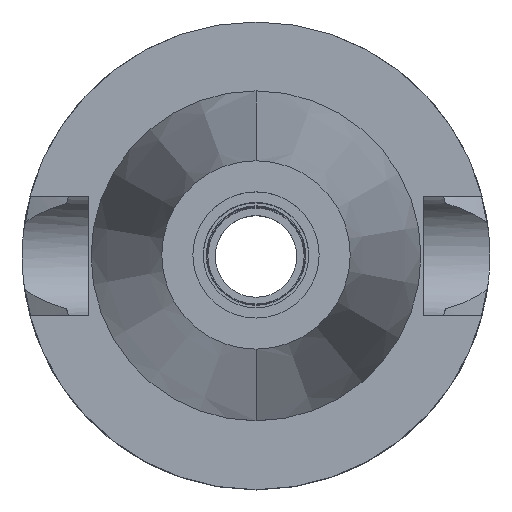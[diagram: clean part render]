
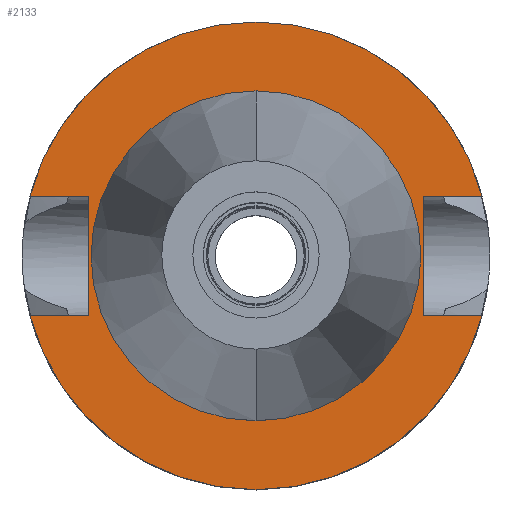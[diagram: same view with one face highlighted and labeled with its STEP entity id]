
A CAD part, top view. The second image highlights one B-rep face of the part: STEP entity #2133.
In plain terms, the highlighted planar face has unit normal (0, 0, 1).
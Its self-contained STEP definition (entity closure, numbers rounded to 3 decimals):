
#872=DIRECTION('',(1.,0.,0.));
#873=VECTOR('',#872,7.954);
#874=CARTESIAN_POINT('',(22.5,8.05,-1.));
#875=LINE('',#874,#873);
#889=DIRECTION('',(0.,1.,0.));
#890=VECTOR('',#889,16.1);
#891=CARTESIAN_POINT('',(22.5,-8.05,-1.));
#892=LINE('',#891,#890);
#926=DIRECTION('',(-1.,0.,0.));
#927=VECTOR('',#926,7.954);
#928=CARTESIAN_POINT('',(-22.5,8.05,-1.));
#929=LINE('',#928,#927);
#933=CARTESIAN_POINT('',(0.,0.,-1.));
#934=DIRECTION('',(0.,0.,-1.));
#935=DIRECTION('',(-0.967,0.256,0.));
#936=AXIS2_PLACEMENT_3D('',#933,#934,#935);
#941=CARTESIAN_POINT('',(0.,0.,-1.));
#942=DIRECTION('',(0.,0.,-1.));
#943=DIRECTION('',(0.,1.,0.));
#944=AXIS2_PLACEMENT_3D('',#941,#942,#943);
#949=DIRECTION('',(1.,0.,0.));
#950=VECTOR('',#949,7.954);
#951=CARTESIAN_POINT('',(22.5,-8.05,-1.));
#952=LINE('',#951,#950);
#956=CARTESIAN_POINT('',(0.,0.,-1.));
#957=DIRECTION('',(0.,0.,-1.));
#958=DIRECTION('',(0.967,-0.256,0.));
#959=AXIS2_PLACEMENT_3D('',#956,#957,#958);
#964=CARTESIAN_POINT('',(0.,0.,-1.));
#965=DIRECTION('',(0.,0.,-1.));
#966=DIRECTION('',(0.,-1.,0.));
#967=AXIS2_PLACEMENT_3D('',#964,#965,#966);
#972=CARTESIAN_POINT('',(0.,0.,-1.));
#973=DIRECTION('',(0.,0.,1.));
#974=DIRECTION('',(0.,-1.,0.));
#975=AXIS2_PLACEMENT_3D('',#972,#973,#974);
#980=CARTESIAN_POINT('',(0.,0.,-1.));
#981=DIRECTION('',(0.,0.,1.));
#982=DIRECTION('',(0.,1.,0.));
#983=AXIS2_PLACEMENT_3D('',#980,#981,#982);
#988=DIRECTION('',(0.,-1.,0.));
#989=VECTOR('',#988,16.1);
#990=CARTESIAN_POINT('',(-22.5,8.05,-1.));
#991=LINE('',#990,#989);
#1025=DIRECTION('',(-1.,0.,0.));
#1026=VECTOR('',#1025,7.954);
#1027=CARTESIAN_POINT('',(-22.5,-8.05,-1.));
#1028=LINE('',#1027,#1026);
#1307=CARTESIAN_POINT('',(-22.5,-8.05,-1.));
#1308=VERTEX_POINT('',#1307);
#1309=CARTESIAN_POINT('',(-30.454,-8.05,-1.));
#1310=VERTEX_POINT('',#1309);
#1313=CARTESIAN_POINT('',(-22.5,8.05,-1.));
#1314=VERTEX_POINT('',#1313);
#1315=CARTESIAN_POINT('',(-30.454,8.05,-1.));
#1316=VERTEX_POINT('',#1315);
#1317=CARTESIAN_POINT('',(0.,31.5,-1.));
#1318=CARTESIAN_POINT('',(30.454,8.05,-1.));
#1319=VERTEX_POINT('',#1317);
#1320=VERTEX_POINT('',#1318);
#1321=CARTESIAN_POINT('',(22.5,8.05,-1.));
#1322=VERTEX_POINT('',#1321);
#1323=CARTESIAN_POINT('',(22.5,-8.05,-1.));
#1324=VERTEX_POINT('',#1323);
#1325=CARTESIAN_POINT('',(30.454,-8.05,-1.));
#1326=VERTEX_POINT('',#1325);
#1327=CARTESIAN_POINT('',(0.,-31.5,-1.));
#1328=VERTEX_POINT('',#1327);
#1329=CARTESIAN_POINT('',(0.,-22.225,-1.));
#1330=CARTESIAN_POINT('',(0.,22.225,-1.));
#1331=VERTEX_POINT('',#1329);
#1332=VERTEX_POINT('',#1330);
#2103=CARTESIAN_POINT('',(0.,0.,-1.));
#2104=DIRECTION('',(0.,0.,-1.));
#2105=DIRECTION('',(0.,-1.,0.));
#2106=AXIS2_PLACEMENT_3D('',#2103,#2104,#2105);
#2107=PLANE('',#2106);
#2109=ORIENTED_EDGE('',*,*,#2108,.F.);
#2110=ORIENTED_EDGE('',*,*,#2046,.T.);
#2112=ORIENTED_EDGE('',*,*,#2111,.T.);
#2114=ORIENTED_EDGE('',*,*,#2113,.T.);
#2115=ORIENTED_EDGE('',*,*,#2080,.F.);
#2116=ORIENTED_EDGE('',*,*,#2093,.F.);
#2118=ORIENTED_EDGE('',*,*,#2117,.T.);
#2120=ORIENTED_EDGE('',*,*,#2119,.T.);
#2122=ORIENTED_EDGE('',*,*,#2121,.T.);
#2124=ORIENTED_EDGE('',*,*,#2123,.F.);
#2125=EDGE_LOOP('',(#2109,#2110,#2112,#2114,#2115,#2116,#2118,#2120,#2122,
#2124));
#2126=FACE_OUTER_BOUND('',#2125,.F.);
#2128=ORIENTED_EDGE('',*,*,#2127,.T.);
#2130=ORIENTED_EDGE('',*,*,#2129,.T.);
#2131=EDGE_LOOP('',(#2128,#2130));
#2132=FACE_BOUND('',#2131,.F.);
#937=CIRCLE('',#936,31.5);
#945=CIRCLE('',#944,31.5);
#960=CIRCLE('',#959,31.5);
#968=CIRCLE('',#967,31.5);
#976=CIRCLE('',#975,22.225);
#984=CIRCLE('',#983,22.225);
#2046=EDGE_CURVE('',#1314,#1316,#929,.T.);
#2080=EDGE_CURVE('',#1322,#1320,#875,.T.);
#2093=EDGE_CURVE('',#1324,#1322,#892,.T.);
#2108=EDGE_CURVE('',#1314,#1308,#991,.T.);
#2111=EDGE_CURVE('',#1316,#1319,#937,.T.);
#2113=EDGE_CURVE('',#1319,#1320,#945,.T.);
#2117=EDGE_CURVE('',#1324,#1326,#952,.T.);
#2119=EDGE_CURVE('',#1326,#1328,#960,.T.);
#2121=EDGE_CURVE('',#1328,#1310,#968,.T.);
#2123=EDGE_CURVE('',#1308,#1310,#1028,.T.);
#2127=EDGE_CURVE('',#1331,#1332,#976,.T.);
#2129=EDGE_CURVE('',#1332,#1331,#984,.T.);
#2133=ADVANCED_FACE('',(#2126,#2132),#2107,.F.);
